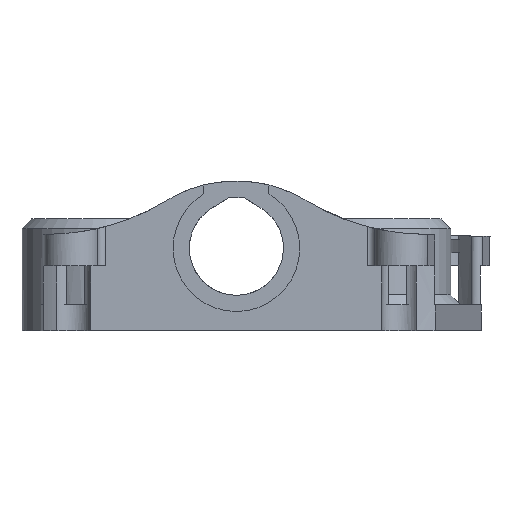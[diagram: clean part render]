
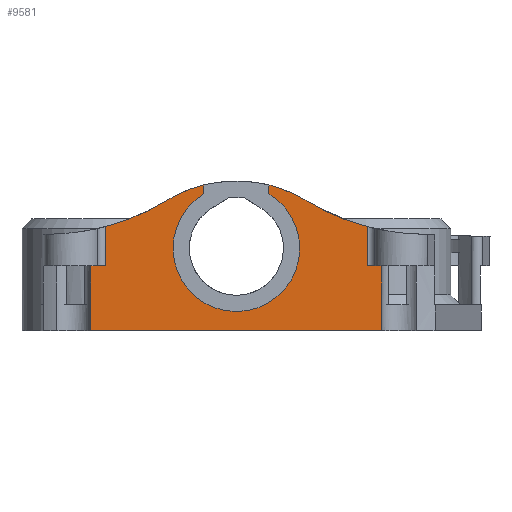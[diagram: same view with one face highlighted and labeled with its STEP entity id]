
A CAD part, front view. The second image highlights one B-rep face of the part: STEP entity #9581.
In plain terms, the highlighted planar face has unit normal (0, -1, 0).
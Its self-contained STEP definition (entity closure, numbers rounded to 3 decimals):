
#225=CIRCLE('',#9881,9.75);
#226=CIRCLE('',#9886,20.018);
#227=CIRCLE('',#9889,20.018);
#251=CIRCLE('',#9942,35.);
#252=CIRCLE('',#9952,35.);
#1751=FACE_OUTER_BOUND('',#2301,.T.);
#2301=EDGE_LOOP('',(#8782,#8783,#8784,#8785,#8786,#8787,#8788,#8789,#8790,
#8791,#8792,#8793,#8794,#8795));
#2775=LINE('',#18992,#3408);
#2907=LINE('',#21145,#3540);
#2912=LINE('',#21155,#3545);
#2951=LINE('',#21512,#3584);
#2952=LINE('',#21515,#3585);
#2953=LINE('',#21516,#3586);
#2954=LINE('',#21518,#3587);
#2955=LINE('',#21520,#3588);
#2956=LINE('',#21521,#3589);
#3408=VECTOR('',#10612,10.);
#3540=VECTOR('',#11090,10.);
#3545=VECTOR('',#11101,10.);
#3584=VECTOR('',#11292,10.);
#3585=VECTOR('',#11295,10.);
#3586=VECTOR('',#11296,10.);
#3587=VECTOR('',#11297,10.);
#3588=VECTOR('',#11298,10.);
#3589=VECTOR('',#11299,10.);
#4255=VERTEX_POINT('',#18989);
#4256=VERTEX_POINT('',#18991);
#4511=VERTEX_POINT('',#21143);
#4512=VERTEX_POINT('',#21144);
#4513=VERTEX_POINT('',#21149);
#4514=VERTEX_POINT('',#21153);
#4515=VERTEX_POINT('',#21162);
#4516=VERTEX_POINT('',#21169);
#4538=VERTEX_POINT('',#21332);
#4546=VERTEX_POINT('',#21456);
#4549=VERTEX_POINT('',#21510);
#4550=VERTEX_POINT('',#21514);
#4551=VERTEX_POINT('',#21517);
#4552=VERTEX_POINT('',#21519);
#5536=EDGE_CURVE('',#4256,#4255,#2775,.T.);
#5891=EDGE_CURVE('',#4511,#4512,#2907,.T.);
#5894=EDGE_CURVE('',#4513,#4511,#225,.T.);
#5897=EDGE_CURVE('',#4514,#4513,#2912,.T.);
#5901=EDGE_CURVE('',#4512,#4515,#226,.T.);
#5906=EDGE_CURVE('',#4516,#4514,#227,.T.);
#5961=EDGE_CURVE('',#4538,#4516,#251,.T.);
#5977=EDGE_CURVE('',#4515,#4546,#252,.T.);
#5985=EDGE_CURVE('',#4538,#4549,#2951,.T.);
#5986=EDGE_CURVE('',#4550,#4549,#2952,.T.);
#5987=EDGE_CURVE('',#4256,#4550,#2953,.T.);
#5988=EDGE_CURVE('',#4255,#4551,#2954,.T.);
#5989=EDGE_CURVE('',#4552,#4551,#2955,.T.);
#5990=EDGE_CURVE('',#4546,#4552,#2956,.T.);
#8782=ORIENTED_EDGE('',*,*,#5891,.F.);
#8783=ORIENTED_EDGE('',*,*,#5894,.F.);
#8784=ORIENTED_EDGE('',*,*,#5897,.F.);
#8785=ORIENTED_EDGE('',*,*,#5906,.F.);
#8786=ORIENTED_EDGE('',*,*,#5961,.F.);
#8787=ORIENTED_EDGE('',*,*,#5985,.T.);
#8788=ORIENTED_EDGE('',*,*,#5986,.F.);
#8789=ORIENTED_EDGE('',*,*,#5987,.F.);
#8790=ORIENTED_EDGE('',*,*,#5536,.T.);
#8791=ORIENTED_EDGE('',*,*,#5988,.T.);
#8792=ORIENTED_EDGE('',*,*,#5989,.F.);
#8793=ORIENTED_EDGE('',*,*,#5990,.F.);
#8794=ORIENTED_EDGE('',*,*,#5977,.F.);
#8795=ORIENTED_EDGE('',*,*,#5901,.F.);
#9091=PLANE('',#9959);
#9581=ADVANCED_FACE('',(#1751),#9091,.F.);
#9881=AXIS2_PLACEMENT_3D('',#21150,#11095,#11096);
#9886=AXIS2_PLACEMENT_3D('',#21163,#11111,#11112);
#9889=AXIS2_PLACEMENT_3D('',#21171,#11121,#11122);
#9942=AXIS2_PLACEMENT_3D('',#21343,#11251,#11252);
#9952=AXIS2_PLACEMENT_3D('',#21457,#11277,#11278);
#9959=AXIS2_PLACEMENT_3D('',#21513,#11293,#11294);
#10612=DIRECTION('',(1.,0.,0.));
#11090=DIRECTION('',(0.,0.,1.));
#11095=DIRECTION('center_axis',(0.,-1.,
0.));
#11096=DIRECTION('ref_axis',(1.,0.,0.));
#11101=DIRECTION('',(0.,0.,-1.));
#11111=DIRECTION('center_axis',(0.,1.,
0.));
#11112=DIRECTION('ref_axis',(0.,0.,
1.));
#11121=DIRECTION('center_axis',(0.,1.,
0.));
#11122=DIRECTION('ref_axis',(-0.523,0.,0.852));
#11251=DIRECTION('center_axis',(0.,-1.,
0.));
#11252=DIRECTION('ref_axis',(0.523,0.,-0.852));
#11277=DIRECTION('center_axis',(0.,-1.,
0.));
#11278=DIRECTION('ref_axis',(-0.057,0.,-0.998));
#11292=DIRECTION('',(0.,0.,-1.));
#11293=DIRECTION('center_axis',(0.,1.,
0.));
#11294=DIRECTION('ref_axis',(-1.,0.,0.));
#11295=DIRECTION('',(1.,0.,0.));
#11296=DIRECTION('',(0.,0.,1.));
#11297=DIRECTION('',(0.,0.,1.));
#11298=DIRECTION('',(1.,0.,0.));
#11299=DIRECTION('',(0.,0.,-1.));
#18989=CARTESIAN_POINT('',(22.4,-21.4,-42.4));
#18991=CARTESIAN_POINT('',(-22.4,-21.4,-42.4));
#18992=CARTESIAN_POINT('',(20.068,-21.4,-42.4));
#21143=CARTESIAN_POINT('',(5.,-21.4,-21.33));
#21144=CARTESIAN_POINT('',(5.,-21.4,-19.972));
#21145=CARTESIAN_POINT('',(5.,-21.4,-31.865));
#21149=CARTESIAN_POINT('',(-5.,-21.4,-21.33));
#21150=CARTESIAN_POINT('Origin',(0.,-21.4,
-29.7));
#21153=CARTESIAN_POINT('',(-5.,-21.4,-19.972));
#21155=CARTESIAN_POINT('',(-5.,-21.4,-31.151));
#21162=CARTESIAN_POINT('',(10.717,-21.4,-22.355));
#21163=CARTESIAN_POINT('Origin',(0.25,-21.4,-39.418));
#21169=CARTESIAN_POINT('',(-10.717,-21.4,-22.355));
#21171=CARTESIAN_POINT('Origin',(-0.25,-21.4,-39.418));
#21332=CARTESIAN_POINT('',(-20.135,-21.4,-26.375));
#21343=CARTESIAN_POINT('Origin',(-29.019,-21.4,7.479));
#21456=CARTESIAN_POINT('',(20.135,-21.4,-26.375));
#21457=CARTESIAN_POINT('Origin',(29.019,-21.4,7.479));
#21510=CARTESIAN_POINT('',(-20.135,-21.4,-32.4));
#21512=CARTESIAN_POINT('',(-20.135,-21.4,-42.4));
#21513=CARTESIAN_POINT('Origin',(22.4,-21.4,-42.4));
#21514=CARTESIAN_POINT('',(-22.4,-21.4,-32.4));
#21515=CARTESIAN_POINT('',(-20.135,-21.4,-32.4));
#21516=CARTESIAN_POINT('',(-22.4,-21.4,-42.4));
#21517=CARTESIAN_POINT('',(22.4,-21.4,-32.4));
#21518=CARTESIAN_POINT('',(22.4,-21.4,-42.4));
#21519=CARTESIAN_POINT('',(20.135,-21.4,-32.4));
#21520=CARTESIAN_POINT('',(20.135,-21.4,-32.4));
#21521=CARTESIAN_POINT('',(20.135,-21.4,-42.4));
